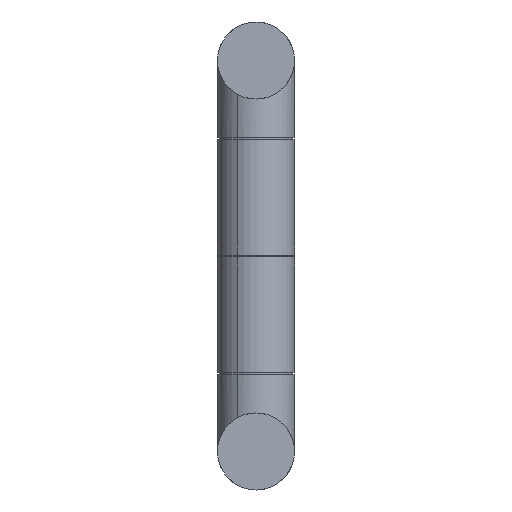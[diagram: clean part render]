
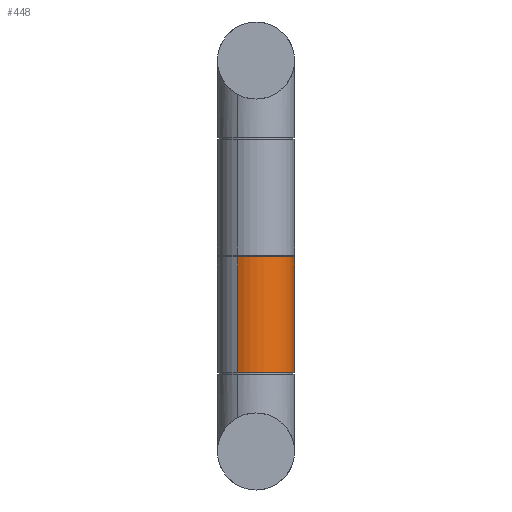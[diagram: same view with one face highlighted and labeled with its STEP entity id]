
A CAD part, front view. The second image highlights one B-rep face of the part: STEP entity #448.
In plain terms, the highlighted cylindrical face has radius 10 mm (diameter 20 mm), a partial arc.
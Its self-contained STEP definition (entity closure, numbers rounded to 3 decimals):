
#192=CARTESIAN_POINT('Axis2P3D Location',(0.,0.,60.75)) ;
#317=CARTESIAN_POINT('Vertex',(-4.794,-8.776,30.5)) ;
#319=CARTESIAN_POINT('Vertex',(4.794,8.776,30.5)) ;
#322=CARTESIAN_POINT('Axis2P3D Location',(0.,0.,30.5)) ;
#336=CARTESIAN_POINT('Line Origine',(4.794,8.776,60.75)) ;
#340=CARTESIAN_POINT('Vertex',(4.794,8.776,41.892)) ;
#343=CARTESIAN_POINT('Line Origine',(-4.794,-8.776,60.75)) ;
#347=CARTESIAN_POINT('Vertex',(-4.794,-8.776,60.5)) ;
#354=CARTESIAN_POINT('Vertex',(4.794,8.776,60.5)) ;
#357=CARTESIAN_POINT('Line Origine',(4.794,8.776,60.75)) ;
#361=CARTESIAN_POINT('Vertex',(4.794,8.776,49.108)) ;
#416=CARTESIAN_POINT('Axis2P3D Location',(0.,0.,60.5)) ;
#422=CARTESIAN_POINT('Control Point',(6.,8.,45.5)) ;
#423=CARTESIAN_POINT('Control Point',(6.,8.,44.707)) ;
#424=CARTESIAN_POINT('Control Point',(5.869,8.099,43.913)) ;
#425=CARTESIAN_POINT('Control Point',(5.608,8.294,43.17)) ;
#426=CARTESIAN_POINT('Control Point',(5.247,8.528,42.494)) ;
#427=CARTESIAN_POINT('Control Point',(4.794,8.776,41.892)) ;
#428=CARTESIAN_POINT('Vertex',(6.,8.,45.5)) ;
#432=CARTESIAN_POINT('Control Point',(6.,8.,45.5)) ;
#433=CARTESIAN_POINT('Control Point',(6.,8.,46.293)) ;
#434=CARTESIAN_POINT('Control Point',(5.869,8.099,47.087)) ;
#435=CARTESIAN_POINT('Control Point',(5.608,8.294,47.83)) ;
#436=CARTESIAN_POINT('Control Point',(5.247,8.528,48.506)) ;
#437=CARTESIAN_POINT('Control Point',(4.794,8.776,49.108)) ;
#338=VECTOR('Line Direction',#337,1.) ;
#345=VECTOR('Line Direction',#344,1.) ;
#359=VECTOR('Line Direction',#358,1.) ;
#193=DIRECTION('Axis2P3D Direction',(0.,0.,-1.)) ;
#194=DIRECTION('Axis2P3D XDirection',(0.479,0.878,0.)) ;
#323=DIRECTION('Axis2P3D Direction',(0.,0.,-1.)) ;
#337=DIRECTION('Vector Direction',(0.,0.,-1.)) ;
#344=DIRECTION('Vector Direction',(0.,0.,-1.)) ;
#358=DIRECTION('Vector Direction',(0.,0.,-1.)) ;
#417=DIRECTION('Axis2P3D Direction',(0.,0.,-1.)) ;
#195=AXIS2_PLACEMENT_3D('Cylinder Axis2P3D',#192,#193,#194) ;
#324=AXIS2_PLACEMENT_3D('Circle Axis2P3D',#322,#323,$) ;
#418=AXIS2_PLACEMENT_3D('Circle Axis2P3D',#416,#417,$) ;
#339=LINE('Line',#336,#338) ;
#346=LINE('Line',#343,#345) ;
#360=LINE('Line',#357,#359) ;
#325=CIRCLE('generated circle',#324,10.) ;
#419=CIRCLE('generated circle',#418,10.) ;
#196=CYLINDRICAL_SURFACE('generated cylinder',#195,10.) ;
#326=EDGE_CURVE('',#320,#318,#325,.T.) ;
#342=EDGE_CURVE('',#320,#341,#339,.F.) ;
#349=EDGE_CURVE('',#318,#348,#346,.F.) ;
#363=EDGE_CURVE('',#362,#355,#360,.F.) ;
#420=EDGE_CURVE('',#355,#348,#419,.T.) ;
#430=EDGE_CURVE('',#429,#341,#421,.T.) ;
#438=EDGE_CURVE('',#429,#362,#431,.T.) ;
#440=ORIENTED_EDGE('',*,*,#363,.T.) ;
#441=ORIENTED_EDGE('',*,*,#420,.T.) ;
#442=ORIENTED_EDGE('',*,*,#349,.F.) ;
#443=ORIENTED_EDGE('',*,*,#326,.F.) ;
#444=ORIENTED_EDGE('',*,*,#342,.T.) ;
#445=ORIENTED_EDGE('',*,*,#430,.F.) ;
#446=ORIENTED_EDGE('',*,*,#438,.T.) ;
#439=EDGE_LOOP('',(#440,#441,#442,#443,#444,#445,#446)) ;
#318=VERTEX_POINT('',#317) ;
#320=VERTEX_POINT('',#319) ;
#341=VERTEX_POINT('',#340) ;
#348=VERTEX_POINT('',#347) ;
#355=VERTEX_POINT('',#354) ;
#362=VERTEX_POINT('',#361) ;
#429=VERTEX_POINT('',#428) ;
#448=ADVANCED_FACE('PartBody',(#447),#196,.T.) ;
#421=B_SPLINE_CURVE_WITH_KNOTS('',5,(#422,#423,#424,#425,#426,#427),.UNSPECIFIED.,.F.,.U.,(6,6),(0.,5.608),.UNSPECIFIED.) ;
#431=B_SPLINE_CURVE_WITH_KNOTS('',5,(#432,#433,#434,#435,#436,#437),.UNSPECIFIED.,.F.,.U.,(6,6),(0.,5.608),.UNSPECIFIED.) ;
#447=FACE_OUTER_BOUND('',#439,.T.) ;
